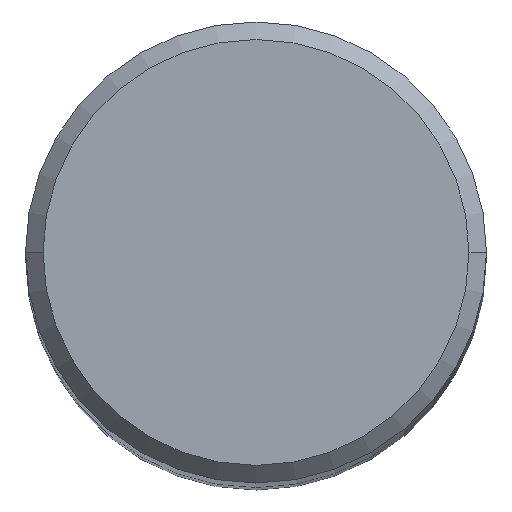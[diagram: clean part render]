
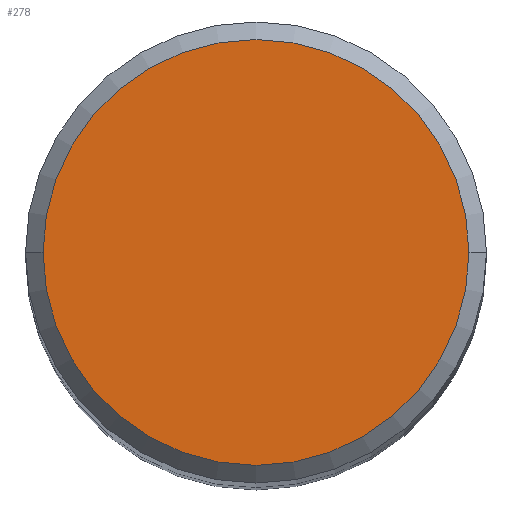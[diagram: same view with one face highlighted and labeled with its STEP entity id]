
A CAD part, top view. The second image highlights one B-rep face of the part: STEP entity #278.
In plain terms, the highlighted planar face has unit normal (0, 0, 1).
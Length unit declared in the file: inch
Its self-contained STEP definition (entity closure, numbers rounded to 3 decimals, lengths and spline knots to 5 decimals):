
#22 = EDGE_CURVE ( 'NONE', #255, #28, #242, .T. ) ;
#28 = VERTEX_POINT ( 'NONE', #102 ) ;
#49 = ORIENTED_EDGE ( 'NONE', *, *, #22, .T. ) ;
#59 = CARTESIAN_POINT ( 'NONE',  ( 0., 0., 3.54331 ) ) ;
#83 = DIRECTION ( 'NONE',  ( 1., 0., 0. ) ) ;
#102 = CARTESIAN_POINT ( 'NONE',  ( 0.18185, 0., 3.54331 ) ) ;
#111 = FACE_OUTER_BOUND ( 'NONE', #127, .T. ) ;
#120 = EDGE_CURVE ( 'NONE', #28, #255, #269, .T. ) ;
#127 = EDGE_LOOP ( 'NONE', ( #49, #145 ) ) ;
#131 = CARTESIAN_POINT ( 'NONE',  ( 0., 0., 3.54331 ) ) ;
#145 = ORIENTED_EDGE ( 'NONE', *, *, #120, .T. ) ;
#150 = DIRECTION ( 'NONE',  ( 0., 0., 1. ) ) ;
#170 = AXIS2_PLACEMENT_3D ( 'NONE', #59, #150, #83 ) ;
#182 = DIRECTION ( 'NONE',  ( 0., 0., 1. ) ) ;
#183 = AXIS2_PLACEMENT_3D ( 'NONE', #131, #286, #194 ) ;
#194 = DIRECTION ( 'NONE',  ( 1., 0., 0. ) ) ;
#233 = AXIS2_PLACEMENT_3D ( 'NONE', #270, #182, #275 ) ;
#242 = CIRCLE ( 'NONE', #170, 0.18185 ) ;
#249 = CARTESIAN_POINT ( 'NONE',  ( -0.18185, 0., 3.54331 ) ) ;
#255 = VERTEX_POINT ( 'NONE', #249 ) ;
#269 = CIRCLE ( 'NONE', #183, 0.18185 ) ;
#270 = CARTESIAN_POINT ( 'NONE',  ( 0., 0., 3.54331 ) ) ;
#275 = DIRECTION ( 'NONE',  ( 1., 0., 0. ) ) ;
#278 = ADVANCED_FACE ( 'NONE', ( #111 ), #295, .T. ) ;
#286 = DIRECTION ( 'NONE',  ( 0., 0., 1. ) ) ;
#295 = PLANE ( 'NONE',  #233 ) ;
